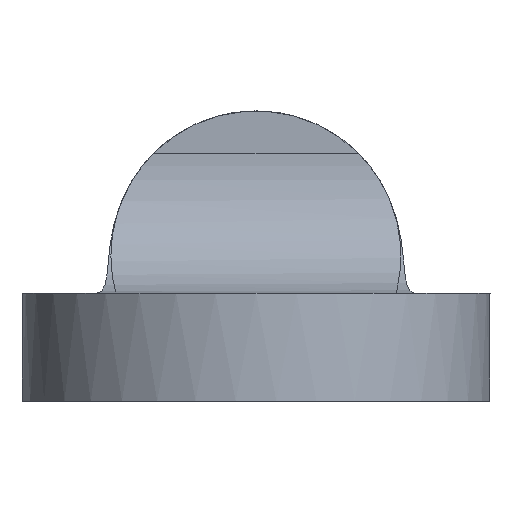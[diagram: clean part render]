
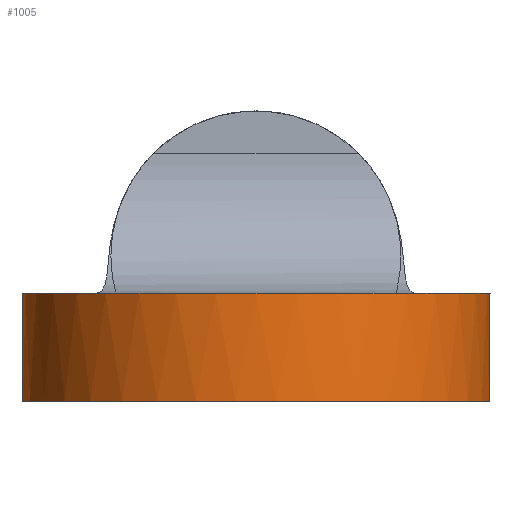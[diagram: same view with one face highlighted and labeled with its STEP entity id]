
A CAD part, left-side view. The second image highlights one B-rep face of the part: STEP entity #1005.
In plain terms, the highlighted cylindrical face has radius 6.35 mm (diameter 12.7 mm), a partial arc.
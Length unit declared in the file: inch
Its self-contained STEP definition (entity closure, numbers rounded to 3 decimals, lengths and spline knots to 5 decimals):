
#117=CARTESIAN_POINT('',(-0.02234,0.249,0.0));
#118=VERTEX_POINT('',#117);
#119=CARTESIAN_POINT('',(0.,0.25,0.001));
#120=VERTEX_POINT('',#119);
#121=CARTESIAN_POINT('',(-0.02234,0.249,0.0));
#122=CARTESIAN_POINT('',(-0.0206,0.24916,0.));
#123=CARTESIAN_POINT('',(-0.01883,0.2493,0.00004));
#124=CARTESIAN_POINT('',(-0.01705,0.24942,0.00009));
#125=CARTESIAN_POINT('',(-0.01531,0.24954,0.00015));
#126=CARTESIAN_POINT('',(-0.01356,0.24964,0.00022));
#127=CARTESIAN_POINT('',(-0.01182,0.24972,0.00031));
#128=CARTESIAN_POINT('',(-0.01133,0.24974,0.00033));
#129=CARTESIAN_POINT('',(-0.01084,0.24977,0.00036));
#130=CARTESIAN_POINT('',(-0.01035,0.24979,0.00038));
#131=CARTESIAN_POINT('',(-0.00692,0.24993,0.00056));
#132=CARTESIAN_POINT('',(-0.00346,0.25,0.00078));
#133=CARTESIAN_POINT('',(0.,0.25,0.001));
#134=B_SPLINE_CURVE_WITH_KNOTS('',3,(#121,#122,#123,#124,#125,#126,#127,#128,#129,#130,#131,#132,#133),.UNSPECIFIED.,.F.,.U.,(4,3,3,3,4),(0.0,0.01326,0.02617,0.0298,0.05528),.UNSPECIFIED.);
#135=EDGE_CURVE('',#118,#120,#134,.T.);
#474=CARTESIAN_POINT('',(0.0,0.25,0.115));
#475=VERTEX_POINT('',#474);
#476=CARTESIAN_POINT('',(0.0,0.25,0.001));
#477=DIRECTION('',(0.0,0.0,1.0));
#478=VECTOR('',#477,0.114);
#479=LINE('',#476,#478);
#480=EDGE_CURVE('',#120,#475,#479,.T.);
#639=CARTESIAN_POINT('',(0.,-0.25,0.001));
#640=VERTEX_POINT('',#639);
#641=CARTESIAN_POINT('',(-0.02234,-0.249,0.0));
#642=VERTEX_POINT('',#641);
#643=CARTESIAN_POINT('',(0.,-0.25,0.001));
#644=CARTESIAN_POINT('',(-0.00346,-0.25,0.00078));
#645=CARTESIAN_POINT('',(-0.00692,-0.24993,0.00056));
#646=CARTESIAN_POINT('',(-0.01035,-0.24979,0.00038));
#647=CARTESIAN_POINT('',(-0.01093,-0.24976,0.00035));
#648=CARTESIAN_POINT('',(-0.01152,-0.24974,0.00032));
#649=CARTESIAN_POINT('',(-0.0121,-0.24971,0.00029));
#650=CARTESIAN_POINT('',(-0.01374,-0.24963,0.00021));
#651=CARTESIAN_POINT('',(-0.0154,-0.24953,0.00014));
#652=CARTESIAN_POINT('',(-0.01705,-0.24942,0.00009));
#653=CARTESIAN_POINT('',(-0.01883,-0.2493,0.00004));
#654=CARTESIAN_POINT('',(-0.02061,-0.24916,0.));
#655=CARTESIAN_POINT('',(-0.02234,-0.249,0.0));
#656=B_SPLINE_CURVE_WITH_KNOTS('',3,(#643,#644,#645,#646,#647,#648,#649,#650,#651,#652,#653,#654,#655),.UNSPECIFIED.,.F.,.U.,(4,3,3,3,4),(-0.00026,0.02618,0.03067,0.04335,0.05711),.UNSPECIFIED.);
#657=EDGE_CURVE('',#640,#642,#656,.T.);
#695=CARTESIAN_POINT('',(0.0,-0.25,0.115));
#696=VERTEX_POINT('',#695);
#703=CARTESIAN_POINT('',(0.0,-0.25,0.001));
#704=DIRECTION('',(0.0,0.0,1.0));
#705=VECTOR('',#704,0.114);
#706=LINE('',#703,#705);
#707=EDGE_CURVE('',#640,#696,#706,.T.);
#849=CARTESIAN_POINT('',(0.0,0.0,0.115));
#850=DIRECTION('',(0.0,0.0,-1.0));
#851=DIRECTION('',(0.0,-1.0,0.0));
#852=AXIS2_PLACEMENT_3D('',#849,#850,#851);
#853=CIRCLE('',#852,0.25);
#854=EDGE_CURVE('',#696,#475,#853,.T.);
#986=CARTESIAN_POINT('',(0.0,0.0,0.0));
#987=DIRECTION('',(0.0,0.0,1.0));
#988=DIRECTION('',(0.0,-1.0,0.0));
#989=AXIS2_PLACEMENT_3D('',#986,#987,#988);
#990=CYLINDRICAL_SURFACE('',#989,0.25);
#991=ORIENTED_EDGE('',*,*,#135,.F.);
#992=CARTESIAN_POINT('',(0.0,0.0,0.0));
#993=DIRECTION('',(0.0,0.0,-1.0));
#994=DIRECTION('',(0.0,-1.0,0.0));
#995=AXIS2_PLACEMENT_3D('',#992,#993,#994);
#996=CIRCLE('',#995,0.25);
#997=EDGE_CURVE('',#642,#118,#996,.T.);
#998=ORIENTED_EDGE('',*,*,#997,.F.);
#999=ORIENTED_EDGE('',*,*,#657,.F.);
#1000=ORIENTED_EDGE('',*,*,#707,.T.);
#1001=ORIENTED_EDGE('',*,*,#854,.T.);
#1002=ORIENTED_EDGE('',*,*,#480,.F.);
#1003=EDGE_LOOP('',(#991,#998,#999,#1000,#1001,#1002));
#1004=FACE_OUTER_BOUND('',#1003,.T.);
#1005=ADVANCED_FACE('',(#1004),#990,.T.);
